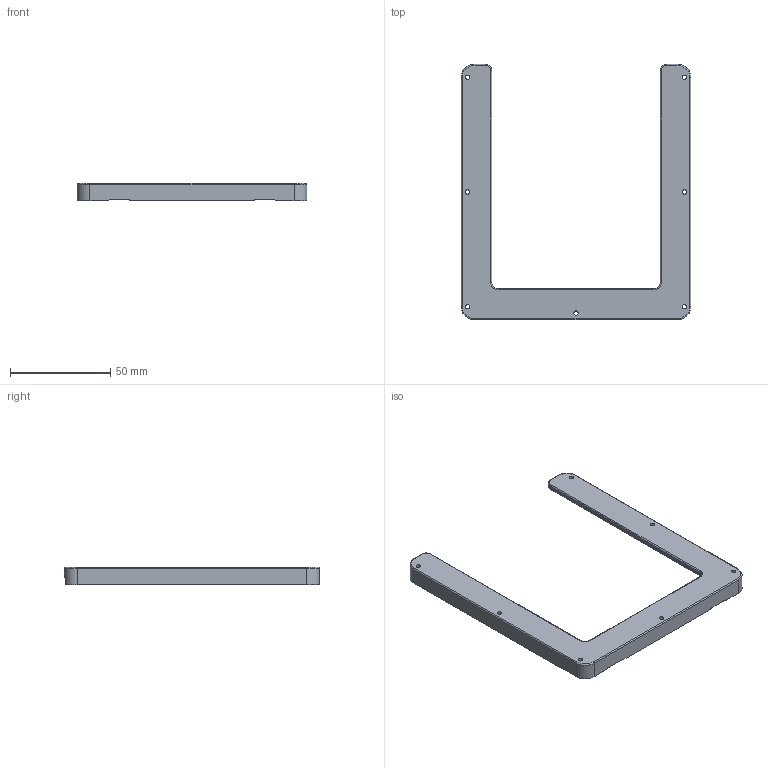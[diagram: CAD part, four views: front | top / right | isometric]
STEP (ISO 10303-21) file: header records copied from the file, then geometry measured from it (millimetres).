
FILE_DESCRIPTION(/* description */ ('','CAx-IF Rec.Pracs.---Representation and Presentation of Product Manufacturing Information (PMI)---4.0---2014-10-13'),/* implementation_level */ '2;1');
FILE_NAME(/* name */ 'FB FAC V3_Frame.stp',/* time_stamp */ '2023-11-27T18:06:07-05:00',/* author */ ('talbotj'),/* organization */ (''),/* preprocessor_version */ 'ST-DEVELOPER v19.2',/* originating_system */ 'Autodesk Inventor 2023',/* authorisation */ '');
FILE_SCHEMA (('AP242_MANAGED_MODEL_BASED_3D_ENGINEERING_MIM_LF { 1 0 10303 442 1 1 4 }'));
Length unit declared in the file: inch
Products named in the file (1): FB FAC V3_Frame
Bounding box: 114.3 x 127 x 8.69 mm (x, y, z)
Volume: 28622.2 mm3; surface area: 20199.3 mm2
Topology: 7 solids, 7 shells, 349 faces, 829 edges, 488 vertices
Faces by surface type: cylinder 122, bspline 102, plane 81, torus 26, cone 10, sphere 8
Full cylindrical faces by diameter (mm): 2.159 x7
Entity records: 12932 total; most frequent: CARTESIAN_POINT 4864, ORIENTED_EDGE 1642, DIRECTION 1525, EDGE_CURVE 821, AXIS2_PLACEMENT_3D 598, VERTEX_POINT 488, EDGE_LOOP 365, STYLED_ITEM 357
